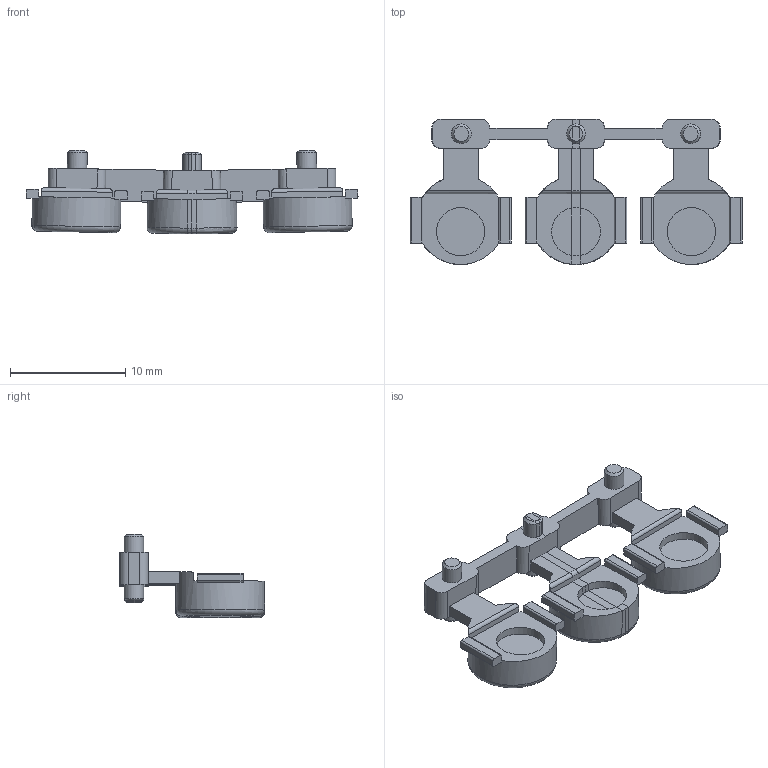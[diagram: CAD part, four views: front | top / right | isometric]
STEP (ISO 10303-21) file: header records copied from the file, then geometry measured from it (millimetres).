
FILE_DESCRIPTION(/* description */ (''),/* implementation_level */ '2;1');
FILE_NAME(/* name */ 'Button_pusher.stp',/* time_stamp */ '2018-10-23T15:16:40+08:00',/* author */ ('xl0'),/* organization */ (''),/* preprocessor_version */ 'ST-DEVELOPER v16.13',/* originating_system */ 'Autodesk Inventor 2018',/* authorisation */ '');
FILE_SCHEMA (('AUTOMOTIVE_DESIGN { 1 0 10303 214 3 1 1 }'));
Length unit declared in the file: millimetre
Products named in the file (1): Button_pusher1
Bounding box: 28.83 x 12.6 x 7.28 mm (x, y, z)
Volume: 594.5 mm3; surface area: 950.7 mm2
Topology: 1 solids, 1 shells, 192 faces, 483 edges, 302 vertices
Faces by surface type: plane 89, cylinder 62, bspline 28, cone 8, torus 5
Full cylindrical faces by diameter (mm): 1.7 x4, 4.2 x2, 7.7 x2
Entity records: 6081 total; most frequent: CARTESIAN_POINT 1538, ORIENTED_EDGE 934, DIRECTION 932, EDGE_CURVE 467, AXIS2_PLACEMENT_3D 338, VERTEX_POINT 300, LINE 256, VECTOR 256
